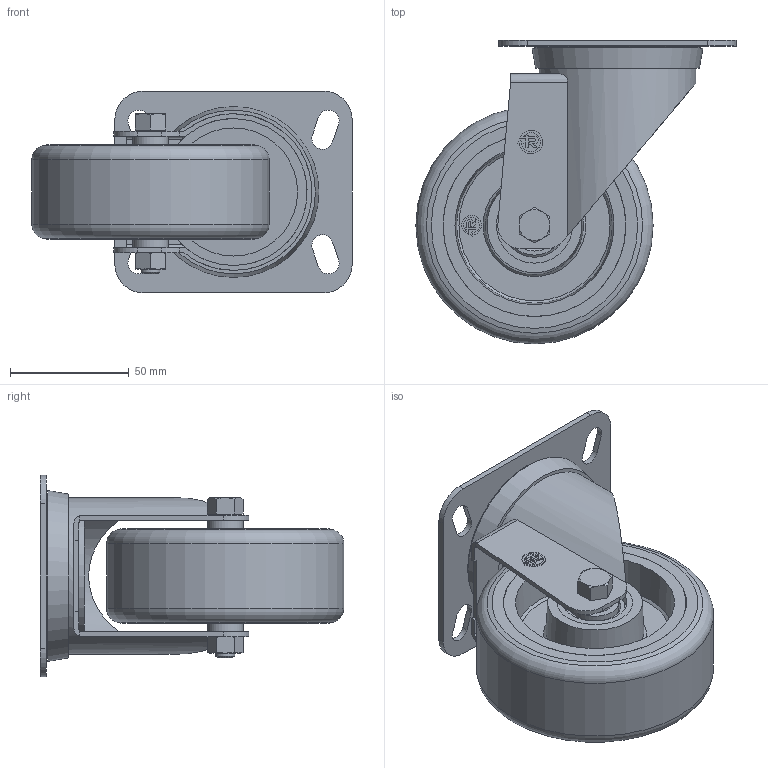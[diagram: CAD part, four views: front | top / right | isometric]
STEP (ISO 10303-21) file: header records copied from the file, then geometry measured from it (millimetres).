
FILE_DESCRIPTION( ( 'STEP AP214' ), ' ' );
FILE_NAME( '624402.stp', '2018-02-19T11:04:02', ( '' ), ( '' ), ' ', 'PARTsolutions', ' ' );
FILE_SCHEMA( ( 'AUTOMOTIVE_DESIGN { 1 0 10303 214 1 1 1 1 }' ) );
Length unit declared in the file: millimetre
Products named in the file (8): 624402; _624102; _Serie 62 AL HUB -624102- 15; _Serie 62 ALS - 624102- 15; _Shaft 100-M8-40-15450; _SRP/NL (100-100x85-40128)-b; _Bolt M8(15-100-40-60GREY); _Nut M8(GREY)
Assembly tree (8 placements, depth 2):
  624402
    _624102
    _Serie 62 AL HUB -624102- 15  x2
    _Serie 62 ALS - 624102- 15
    _Shaft 100-M8-40-15450
    _SRP/NL (100-100x85-40128)-b
    _Bolt M8(15-100-40-60GREY)
    _Nut M8(GREY)
Bounding box: 135 x 128 x 85 mm (x, y, z)
Volume: 311065.7 mm3; surface area: 96127.1 mm2
Topology: 8 solids, 8 shells, 277 faces, 633 edges, 404 vertices
Faces by surface type: plane 148, cylinder 74, cone 27, torus 26, bspline 2
Full cylindrical faces by diameter (mm): 6.647 x1, 8 x4, 11.47 x1, 12 x1, 15 x3, 16 x1, 19 x1, 20 x4, 21.76 x4, 25.24 x4, 27 x4, 28 x1, 32 x4, 54 x1, 62 x1, 66 x1, 70.743 x1, 77 x2, 77.1 x2, 100 x1
Entity records: 9354 total; most frequent: CARTESIAN_POINT 1432, DIRECTION 1206, ORIENTED_EDGE 1064, EDGE_CURVE 532, AXIS2_PLACEMENT_3D 450, VERTEX_POINT 382, EDGE_LOOP 372, FACE_OUTER_BOUND 313
